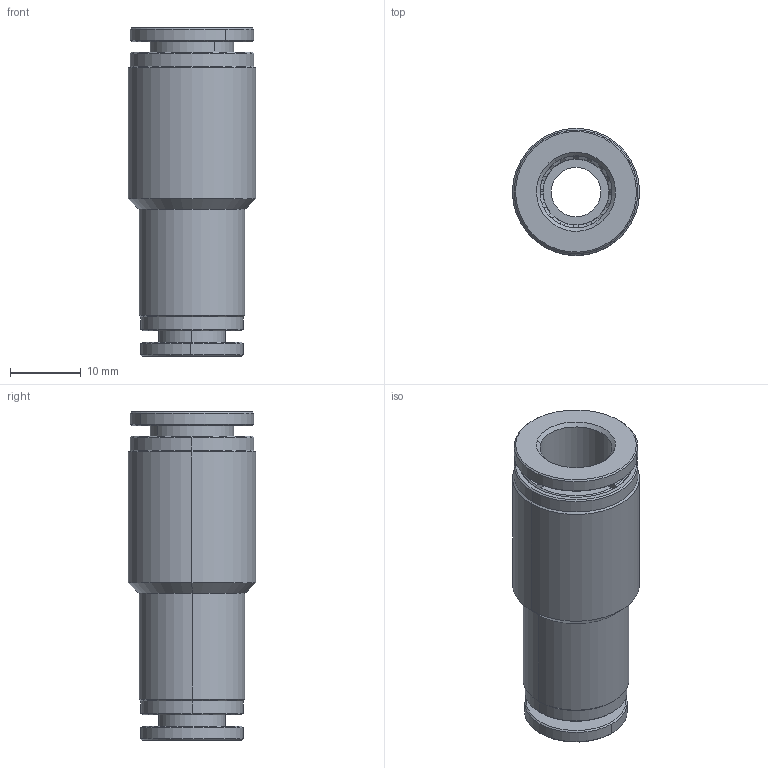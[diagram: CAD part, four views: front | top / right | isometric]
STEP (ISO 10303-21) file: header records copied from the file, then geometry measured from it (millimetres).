
FILE_DESCRIPTION (( 'STEP AP214' ), '1' );
FILE_NAME ('RUS10-8W.STEP', '2018-06-13T18:32:45', ( '' ), ( '' ), 'SwSTEP 2.0', 'SolidWorks 2016', '' );
FILE_SCHEMA (( 'AUTOMOTIVE_DESIGN' ));
Length unit declared in the file: millimetre
Products named in the file (1): RUS10-8W
Bounding box: 18 x 18 x 46.57 mm (x, y, z)
Volume: 5996.3 mm3; surface area: 9322.2 mm2
Topology: 11 solids, 11 shells, 778 faces, 2162 edges, 1412 vertices
Faces by surface type: plane 292, cone 252, cylinder 129, bspline 101, torus 4
Entity records: 37318 total; most frequent: CARTESIAN_POINT 10274, ORIENTED_EDGE 4324, DIRECTION 3265, EDGE_CURVE 2162, VERTEX_POINT 1412, AXIS2_PLACEMENT_3D 1339, B_SPLINE_CURVE_WITH_KNOTS 914, EDGE_LOOP 806
